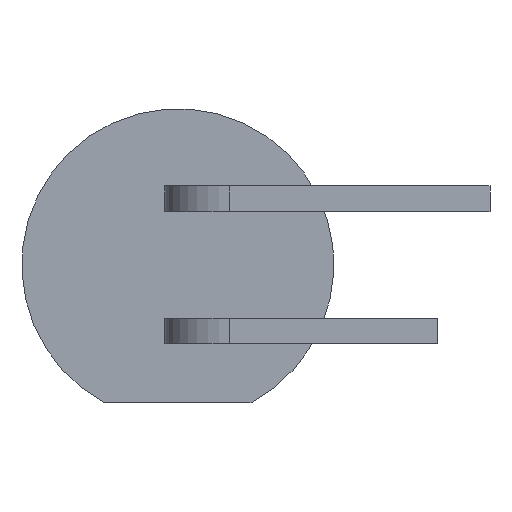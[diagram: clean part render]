
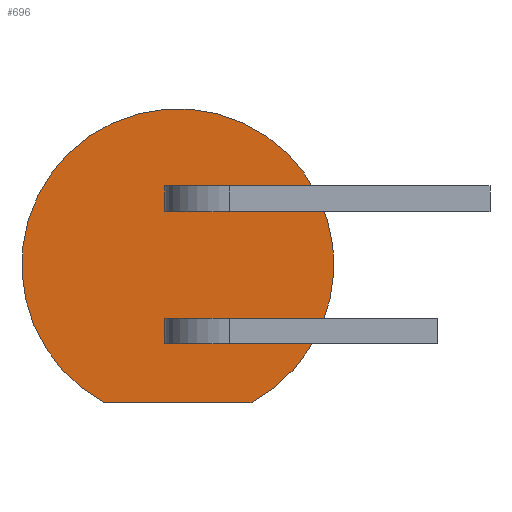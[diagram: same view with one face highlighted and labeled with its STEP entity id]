
A CAD part, front view. The second image highlights one B-rep face of the part: STEP entity #696.
In plain terms, the highlighted planar face has unit normal (0, -1, 0).
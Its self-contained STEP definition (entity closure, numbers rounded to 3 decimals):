
#15 = CARTESIAN_POINT ( 'NONE',  ( 0.251, 0., -1.52 ) ) ;
#20 = DIRECTION ( 'NONE',  ( 0., 1., 0. ) ) ;
#30 = DIRECTION ( 'NONE',  ( 0., 0., 1. ) ) ;
#41 = LINE ( 'NONE', #15, #837 ) ;
#43 = CARTESIAN_POINT ( 'NONE',  ( -0.251, 0., -1.52 ) ) ;
#49 = LINE ( 'NONE', #97, #807 ) ;
#53 = CARTESIAN_POINT ( 'NONE',  ( 0., 0., 0. ) ) ;
#66 = DIRECTION ( 'NONE',  ( 0., 0., -1. ) ) ;
#68 = LINE ( 'NONE', #93, #793 ) ;
#71 = DIRECTION ( 'NONE',  ( 0., 0., 1. ) ) ;
#73 = LINE ( 'NONE', #43, #849 ) ;
#75 = DIRECTION ( 'NONE',  ( 0., 0., -1. ) ) ;
#93 = CARTESIAN_POINT ( 'NONE',  ( -0.252, 0., 1.021 ) ) ;
#95 = PLANE ( 'NONE',  #739 ) ;
#97 = CARTESIAN_POINT ( 'NONE',  ( -0.252, 0., 1.021 ) ) ;
#106 = DIRECTION ( 'NONE',  ( 1., 0., 0. ) ) ;
#144 = DIRECTION ( 'NONE',  ( 1., 0., 0. ) ) ;
#145 = CARTESIAN_POINT ( 'NONE',  ( -1.406, 0., -2.65 ) ) ;
#146 = LINE ( 'NONE', #145, #742 ) ;
#162 = CARTESIAN_POINT ( 'NONE',  ( 0.251, 0., -1.023 ) ) ;
#167 = CARTESIAN_POINT ( 'NONE',  ( 0.252, 0., 1.519 ) ) ;
#172 = CARTESIAN_POINT ( 'NONE',  ( -1.406, 0., -2.65 ) ) ;
#179 = CARTESIAN_POINT ( 'NONE',  ( -0.251, 0., -1.52 ) ) ;
#184 = CARTESIAN_POINT ( 'NONE',  ( -0.251, 0., -1.023 ) ) ;
#203 = CARTESIAN_POINT ( 'NONE',  ( 0.252, 0., 1.021 ) ) ;
#206 = CARTESIAN_POINT ( 'NONE',  ( 1.406, 0., -2.65 ) ) ;
#254 = ORIENTED_EDGE ( 'NONE', *, *, #683, .F. ) ;
#259 = ORIENTED_EDGE ( 'NONE', *, *, #640, .F. ) ;
#268 = ORIENTED_EDGE ( 'NONE', *, *, #711, .T. ) ;
#294 = ORIENTED_EDGE ( 'NONE', *, *, #697, .F. ) ;
#296 = ORIENTED_EDGE ( 'NONE', *, *, #699, .F. ) ;
#301 = ORIENTED_EDGE ( 'NONE', *, *, #679, .F. ) ;
#307 = ORIENTED_EDGE ( 'NONE', *, *, #635, .F. ) ;
#325 = EDGE_LOOP ( 'NONE', ( #254, #419, #433, #301 ) ) ;
#326 = EDGE_LOOP ( 'NONE', ( #462, #268 ) ) ;
#327 = EDGE_LOOP ( 'NONE', ( #294, #259, #307, #296 ) ) ;
#337 = VERTEX_POINT ( 'NONE', #184 ) ;
#341 = VERTEX_POINT ( 'NONE', #179 ) ;
#357 = VERTEX_POINT ( 'NONE', #206 ) ;
#358 = LINE ( 'NONE', #361, #794 ) ;
#361 = CARTESIAN_POINT ( 'NONE',  ( 0.252, 0., 1.021 ) ) ;
#362 = DIRECTION ( 'NONE',  ( 0., 0., 1. ) ) ;
#380 = LINE ( 'NONE', #381, #718 ) ;
#381 = CARTESIAN_POINT ( 'NONE',  ( -0.252, 0., 1.519 ) ) ;
#382 = DIRECTION ( 'NONE',  ( -1., 0., 0. ) ) ;
#384 = CARTESIAN_POINT ( 'NONE',  ( 0., 0., 0. ) ) ;
#389 = DIRECTION ( 'NONE',  ( 0., 1., 0. ) ) ;
#390 = DIRECTION ( 'NONE',  ( 0., 0., 1. ) ) ;
#404 = VERTEX_POINT ( 'NONE', #162 ) ;
#405 = VERTEX_POINT ( 'NONE', #167 ) ;
#419 = ORIENTED_EDGE ( 'NONE', *, *, #664, .F. ) ;
#421 = VERTEX_POINT ( 'NONE', #172 ) ;
#433 = ORIENTED_EDGE ( 'NONE', *, *, #689, .F. ) ;
#451 = VERTEX_POINT ( 'NONE', #203 ) ;
#462 = ORIENTED_EDGE ( 'NONE', *, *, #642, .F. ) ;
#529 = LINE ( 'NONE', #558, #802 ) ;
#532 = DIRECTION ( 'NONE',  ( 1., 0., 0. ) ) ;
#533 = CARTESIAN_POINT ( 'NONE',  ( -0.251, 0., -1.52 ) ) ;
#543 = DIRECTION ( 'NONE',  ( -1., 0., 0. ) ) ;
#557 = CARTESIAN_POINT ( 'NONE',  ( -0.252, 0., 1.519 ) ) ;
#558 = CARTESIAN_POINT ( 'NONE',  ( -0.251, 0., -1.023 ) ) ;
#559 = LINE ( 'NONE', #533, #820 ) ;
#570 = CARTESIAN_POINT ( 'NONE',  ( 0.251, 0., -1.52 ) ) ;
#581 = VERTEX_POINT ( 'NONE', #557 ) ;
#592 = CARTESIAN_POINT ( 'NONE',  ( -0.252, 0., 1.021 ) ) ;
#598 = VERTEX_POINT ( 'NONE', #592 ) ;
#605 = VERTEX_POINT ( 'NONE', #570 ) ;
#622 = CIRCLE ( 'NONE', #819, 3. ) ;
#635 = EDGE_CURVE ( 'NONE', #451, #405, #358, .T. ) ;
#640 = EDGE_CURVE ( 'NONE', #405, #581, #380, .T. ) ;
#642 = EDGE_CURVE ( 'NONE', #421, #357, #622, .T. ) ;
#664 = EDGE_CURVE ( 'NONE', #404, #337, #529, .T. ) ;
#679 = EDGE_CURVE ( 'NONE', #341, #605, #559, .T. ) ;
#683 = EDGE_CURVE ( 'NONE', #337, #341, #73, .T. ) ;
#689 = EDGE_CURVE ( 'NONE', #605, #404, #41, .T. ) ;
#696 = ADVANCED_FACE ( 'NONE', ( #768, #857, #738 ), #95, .F. ) ;
#697 = EDGE_CURVE ( 'NONE', #581, #598, #68, .T. ) ;
#699 = EDGE_CURVE ( 'NONE', #598, #451, #49, .T. ) ;
#711 = EDGE_CURVE ( 'NONE', #421, #357, #146, .T. ) ;
#718 = VECTOR ( 'NONE', #382, 1000. ) ;
#738 = FACE_OUTER_BOUND ( 'NONE', #326, .T. ) ;
#739 = AXIS2_PLACEMENT_3D ( 'NONE', #53, #20, #71 ) ;
#742 = VECTOR ( 'NONE', #144, 1000. ) ;
#768 = FACE_BOUND ( 'NONE', #325, .T. ) ;
#793 = VECTOR ( 'NONE', #75, 1000. ) ;
#794 = VECTOR ( 'NONE', #362, 1000. ) ;
#802 = VECTOR ( 'NONE', #543, 1000. ) ;
#807 = VECTOR ( 'NONE', #106, 1000. ) ;
#819 = AXIS2_PLACEMENT_3D ( 'NONE', #384, #389, #390 ) ;
#820 = VECTOR ( 'NONE', #532, 1000. ) ;
#837 = VECTOR ( 'NONE', #30, 1000. ) ;
#849 = VECTOR ( 'NONE', #66, 1000. ) ;
#857 = FACE_BOUND ( 'NONE', #327, .T. ) ;
